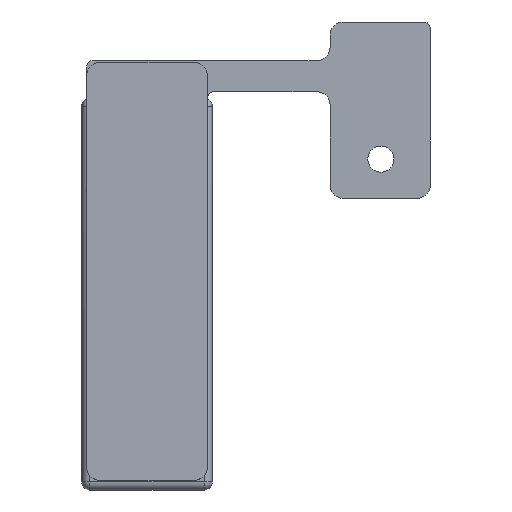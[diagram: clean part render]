
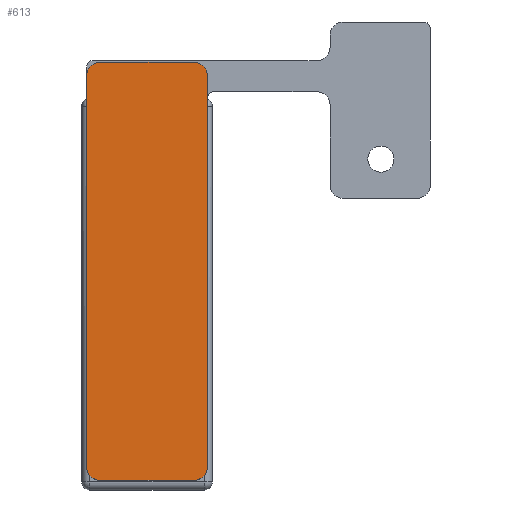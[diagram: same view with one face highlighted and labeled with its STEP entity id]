
A CAD part, front view. The second image highlights one B-rep face of the part: STEP entity #613.
In plain terms, the highlighted planar face has unit normal (0, -1, 0).
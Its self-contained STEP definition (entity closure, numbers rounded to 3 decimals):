
#3 = DIRECTION ( 'NONE',  ( 0., 0., -1. ) ) ;
#44 = CARTESIAN_POINT ( 'NONE',  ( -1.45, -0.35, -5.3 ) ) ;
#51 = LINE ( 'NONE', #2343, #1331 ) ;
#63 = DIRECTION ( 'NONE',  ( -1., 0., 0. ) ) ;
#113 = LINE ( 'NONE', #1015, #2166 ) ;
#143 = AXIS2_PLACEMENT_3D ( 'NONE', #563, #729, #2057 ) ;
#156 = AXIS2_PLACEMENT_3D ( 'NONE', #719, #1299, #2031 ) ;
#202 = CARTESIAN_POINT ( 'NONE',  ( 1.45, -0.35, 6.7 ) ) ;
#332 = CARTESIAN_POINT ( 'NONE',  ( -1.85, -0.35, -5.3 ) ) ;
#346 = DIRECTION ( 'NONE',  ( 0., -1., 0. ) ) ;
#352 = DIRECTION ( 'NONE',  ( 0., -1., 0. ) ) ;
#374 = CARTESIAN_POINT ( 'NONE',  ( -1.85, -0.35, 6.7 ) ) ;
#468 = DIRECTION ( 'NONE',  ( 0., 0., 1. ) ) ;
#502 = ORIENTED_EDGE ( 'NONE', *, *, #2037, .T. ) ;
#535 = VERTEX_POINT ( 'NONE', #1101 ) ;
#541 = ORIENTED_EDGE ( 'NONE', *, *, #828, .T. ) ;
#563 = CARTESIAN_POINT ( 'NONE',  ( -1.45, -0.35, 6.7 ) ) ;
#613 = ADVANCED_FACE ( 'NONE', ( #982 ), #2131, .F. ) ;
#623 = ORIENTED_EDGE ( 'NONE', *, *, #1561, .T. ) ;
#639 = VECTOR ( 'NONE', #1409, 1000. ) ;
#647 = CIRCLE ( 'NONE', #143, 0.4 ) ;
#719 = CARTESIAN_POINT ( 'NONE',  ( 1.45, -0.35, -5.3 ) ) ;
#729 = DIRECTION ( 'NONE',  ( 0., -1., 0. ) ) ;
#762 = CARTESIAN_POINT ( 'NONE',  ( 1.85, -0.35, 6.7 ) ) ;
#828 = EDGE_CURVE ( 'NONE', #1476, #2268, #647, .T. ) ;
#860 = EDGE_CURVE ( 'NONE', #1650, #1576, #1507, .T. ) ;
#903 = CARTESIAN_POINT ( 'NONE',  ( 1.85, -0.35, -5.3 ) ) ;
#970 = CARTESIAN_POINT ( 'NONE',  ( 1.45, -0.35, -5.7 ) ) ;
#971 = CIRCLE ( 'NONE', #156, 0.4 ) ;
#982 = FACE_OUTER_BOUND ( 'NONE', #1631, .T. ) ;
#1015 = CARTESIAN_POINT ( 'NONE',  ( -1.85, -0.35, -5.3 ) ) ;
#1051 = LINE ( 'NONE', #1953, #639 ) ;
#1095 = CARTESIAN_POINT ( 'NONE',  ( 1.45, -0.35, 7.1 ) ) ;
#1101 = CARTESIAN_POINT ( 'NONE',  ( -1.45, -0.35, -5.7 ) ) ;
#1121 = EDGE_CURVE ( 'NONE', #2268, #1597, #113, .T. ) ;
#1235 = EDGE_CURVE ( 'NONE', #1576, #1476, #2091, .T. ) ;
#1299 = DIRECTION ( 'NONE',  ( 0., -1., 0. ) ) ;
#1331 = VECTOR ( 'NONE', #1543, 1000. ) ;
#1347 = CARTESIAN_POINT ( 'NONE',  ( 1.45, -0.35, 7.1 ) ) ;
#1381 = ORIENTED_EDGE ( 'NONE', *, *, #1440, .T. ) ;
#1409 = DIRECTION ( 'NONE',  ( 0., 0., 1. ) ) ;
#1440 = EDGE_CURVE ( 'NONE', #1562, #1650, #1051, .T. ) ;
#1469 = ORIENTED_EDGE ( 'NONE', *, *, #1121, .T. ) ;
#1476 = VERTEX_POINT ( 'NONE', #2320 ) ;
#1507 = CIRCLE ( 'NONE', #1694, 0.4 ) ;
#1543 = DIRECTION ( 'NONE',  ( 1., 0., 0. ) ) ;
#1561 = EDGE_CURVE ( 'NONE', #1597, #535, #1769, .T. ) ;
#1562 = VERTEX_POINT ( 'NONE', #903 ) ;
#1576 = VERTEX_POINT ( 'NONE', #1095 ) ;
#1597 = VERTEX_POINT ( 'NONE', #332 ) ;
#1631 = EDGE_LOOP ( 'NONE', ( #623, #502, #2235, #1381, #1668, #1885, #541, #1469 ) ) ;
#1634 = VERTEX_POINT ( 'NONE', #970 ) ;
#1650 = VERTEX_POINT ( 'NONE', #762 ) ;
#1659 = VECTOR ( 'NONE', #63, 1000. ) ;
#1668 = ORIENTED_EDGE ( 'NONE', *, *, #860, .T. ) ;
#1694 = AXIS2_PLACEMENT_3D ( 'NONE', #202, #346, #3 ) ;
#1769 = CIRCLE ( 'NONE', #1842, 0.4 ) ;
#1797 = DIRECTION ( 'NONE',  ( 0., 0., -1. ) ) ;
#1842 = AXIS2_PLACEMENT_3D ( 'NONE', #2020, #352, #2040 ) ;
#1861 = AXIS2_PLACEMENT_3D ( 'NONE', #44, #2288, #468 ) ;
#1885 = ORIENTED_EDGE ( 'NONE', *, *, #1235, .T. ) ;
#1953 = CARTESIAN_POINT ( 'NONE',  ( 1.85, -0.35, -5.3 ) ) ;
#2020 = CARTESIAN_POINT ( 'NONE',  ( -1.45, -0.35, -5.3 ) ) ;
#2031 = DIRECTION ( 'NONE',  ( 0., 0., -1. ) ) ;
#2037 = EDGE_CURVE ( 'NONE', #535, #1634, #51, .T. ) ;
#2040 = DIRECTION ( 'NONE',  ( 0., 0., 1. ) ) ;
#2057 = DIRECTION ( 'NONE',  ( 0., 0., -1. ) ) ;
#2091 = LINE ( 'NONE', #1347, #1659 ) ;
#2131 = PLANE ( 'NONE',  #1861 ) ;
#2166 = VECTOR ( 'NONE', #1797, 1000. ) ;
#2235 = ORIENTED_EDGE ( 'NONE', *, *, #2331, .T. ) ;
#2268 = VERTEX_POINT ( 'NONE', #374 ) ;
#2288 = DIRECTION ( 'NONE',  ( 0., 1., 0. ) ) ;
#2320 = CARTESIAN_POINT ( 'NONE',  ( -1.45, -0.35, 7.1 ) ) ;
#2331 = EDGE_CURVE ( 'NONE', #1634, #1562, #971, .T. ) ;
#2343 = CARTESIAN_POINT ( 'NONE',  ( 1.45, -0.35, -5.7 ) ) ;
